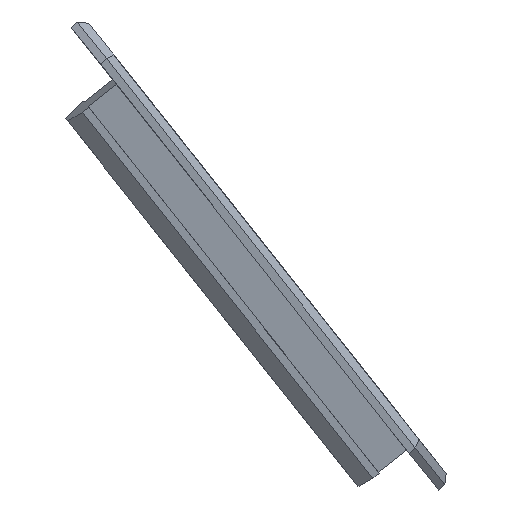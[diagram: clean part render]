
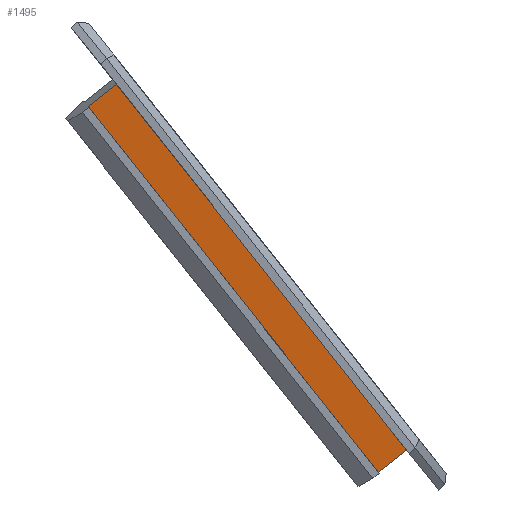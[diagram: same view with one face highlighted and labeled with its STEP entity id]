
A CAD part, left-side view. The second image highlights one B-rep face of the part: STEP entity #1495.
In plain terms, the highlighted planar face has unit normal (-0.961, -0.173, -0.218).
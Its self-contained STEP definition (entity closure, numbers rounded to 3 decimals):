
#124=FACE_OUTER_BOUND('',#206,.T.);
#206=EDGE_LOOP('',(#1144,#1145,#1146,#1147));
#333=LINE('',#2242,#505);
#362=LINE('',#2299,#534);
#363=LINE('',#2302,#535);
#364=LINE('',#2303,#536);
#505=VECTOR('',#1737,10.);
#534=VECTOR('',#1784,10.);
#535=VECTOR('',#1787,10.);
#536=VECTOR('',#1788,10.);
#680=VERTEX_POINT('',#2240);
#681=VERTEX_POINT('',#2241);
#700=VERTEX_POINT('',#2297);
#701=VERTEX_POINT('',#2301);
#844=EDGE_CURVE('',#680,#681,#333,.T.);
#873=EDGE_CURVE('',#700,#681,#362,.T.);
#874=EDGE_CURVE('',#700,#701,#363,.F.);
#875=EDGE_CURVE('',#701,#680,#364,.F.);
#1144=ORIENTED_EDGE('',*,*,#874,.F.);
#1145=ORIENTED_EDGE('',*,*,#873,.T.);
#1146=ORIENTED_EDGE('',*,*,#844,.F.);
#1147=ORIENTED_EDGE('',*,*,#875,.F.);
#1438=PLANE('',#1589);
#1495=ADVANCED_FACE('',(#124),#1438,.T.);
#1589=AXIS2_PLACEMENT_3D('',#2300,#1785,#1786);
#1737=DIRECTION('',(-0.278,0.597,0.752));
#1784=DIRECTION('',(0.,0.783,-0.622));
#1785=DIRECTION('center_axis',(-0.96,-0.173,-0.218));
#1786=DIRECTION('ref_axis',(-0.278,0.597,0.752));
#1787=DIRECTION('',(-0.278,0.597,0.752));
#1788=DIRECTION('',(0.,-0.783,0.622));
#2240=CARTESIAN_POINT('',(-14.753,4.909,24.646));
#2241=CARTESIAN_POINT('',(-23.05,22.701,47.065));
#2242=CARTESIAN_POINT('',(-14.725,4.849,24.571));
#2297=CARTESIAN_POINT('',(-23.05,20.978,48.433));
#2299=CARTESIAN_POINT('',(-23.05,20.978,48.433));
#2300=CARTESIAN_POINT('Origin',(-14.725,3.126,25.938));
#2301=CARTESIAN_POINT('',(-14.753,3.185,26.013));
#2302=CARTESIAN_POINT('',(-16.171,6.226,29.844));
#2303=CARTESIAN_POINT('',(-14.753,3.185,26.013));
